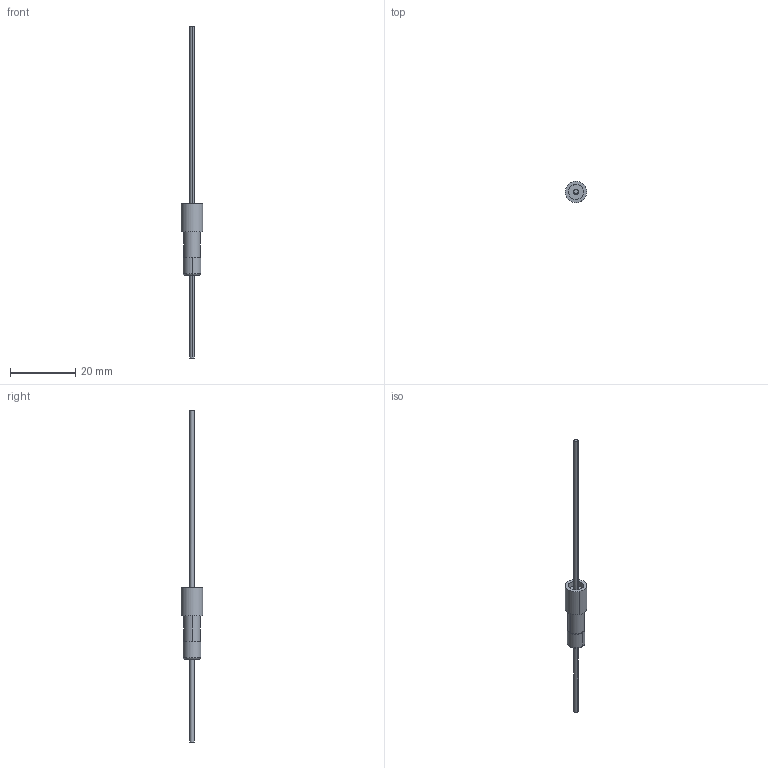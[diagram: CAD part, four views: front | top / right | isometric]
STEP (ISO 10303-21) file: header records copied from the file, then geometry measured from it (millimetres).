
FILE_DESCRIPTION (( 'STEP AP203' ), '1' );
FILE_NAME ('261-13CU5K.STEP', '2013-05-14T12:54:43', ( '' ), ( '' ), 'SwSTEP 2.0', 'SolidWorks 2012', '' );
FILE_SCHEMA (( 'CONFIG_CONTROL_DESIGN' ));
Length unit declared in the file: inch
Products named in the file (1): 261-13CU5K
Bounding box: 6.59 x 6.59 x 101.6 mm (x, y, z)
Volume: 607.5 mm3; surface area: 1094.2 mm2
Topology: 1 solids, 2 shells, 37 faces, 76 edges, 48 vertices
Faces by surface type: cylinder 20, plane 9, cone 6, torus 2
Entity records: 1077 total; most frequent: DIRECTION 202, CARTESIAN_POINT 162, ORIENTED_EDGE 152, AXIS2_PLACEMENT_3D 88, EDGE_CURVE 76, CIRCLE 50, VERTEX_POINT 48, EDGE_LOOP 44
